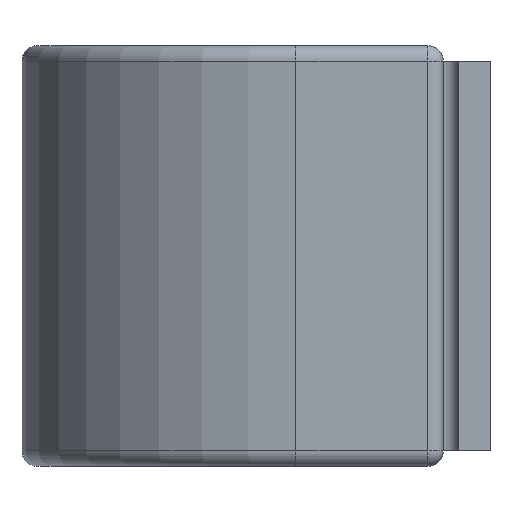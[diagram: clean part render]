
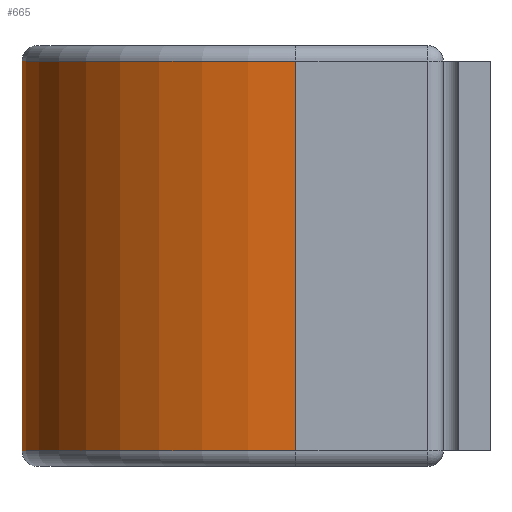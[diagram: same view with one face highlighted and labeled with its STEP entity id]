
A CAD part, left-side view. The second image highlights one B-rep face of the part: STEP entity #665.
In plain terms, the highlighted cylindrical face has radius 13.424 mm (diameter 26.848 mm), a partial arc.
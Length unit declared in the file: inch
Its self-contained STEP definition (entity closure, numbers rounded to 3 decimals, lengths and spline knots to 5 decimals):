
#62 = CARTESIAN_POINT ( 'NONE',  ( 1.8405, 0.37475, -0.37625 ) ) ;
#138 = VERTEX_POINT ( 'NONE', #62 ) ;
#219 = DIRECTION ( 'NONE',  ( 0., 0., 1. ) ) ;
#259 = EDGE_CURVE ( 'NONE', #138, #579, #1904, .T. ) ;
#322 = VECTOR ( 'NONE', #834, 39.37008 ) ;
#351 = CARTESIAN_POINT ( 'NONE',  ( 0.7835, 0.37475, 0.37625 ) ) ;
#361 = AXIS2_PLACEMENT_3D ( 'NONE', #1490, #1207, #1494 ) ;
#408 = CARTESIAN_POINT ( 'NONE',  ( 1.8405, 0.37475, 0.37625 ) ) ;
#566 = ORIENTED_EDGE ( 'NONE', *, *, #1284, .F. ) ;
#579 = VERTEX_POINT ( 'NONE', #408 ) ;
#597 = CYLINDRICAL_SURFACE ( 'NONE', #361, 0.5285 ) ;
#663 = EDGE_CURVE ( 'NONE', #138, #773, #846, .T. ) ;
#665 = ADVANCED_FACE ( 'NONE', ( #1588 ), #597, .T. ) ;
#739 = DIRECTION ( 'NONE',  ( 0., 0., 1. ) ) ;
#760 = LINE ( 'NONE', #1161, #1182 ) ;
#773 = VERTEX_POINT ( 'NONE', #1815 ) ;
#785 = DIRECTION ( 'NONE',  ( 0., 0., 1. ) ) ;
#819 = ORIENTED_EDGE ( 'NONE', *, *, #663, .T. ) ;
#834 = DIRECTION ( 'NONE',  ( 0., 0., 1. ) ) ;
#846 = CIRCLE ( 'NONE', #1637, 0.5285 ) ;
#867 = ORIENTED_EDGE ( 'NONE', *, *, #259, .F. ) ;
#1158 = CIRCLE ( 'NONE', #1354, 0.5285 ) ;
#1161 = CARTESIAN_POINT ( 'NONE',  ( 0.7835, 0.37475, -0.37625 ) ) ;
#1182 = VECTOR ( 'NONE', #219, 39.37008 ) ;
#1207 = DIRECTION ( 'NONE',  ( 0., 0., 1. ) ) ;
#1284 = EDGE_CURVE ( 'NONE', #579, #1635, #1158, .T. ) ;
#1354 = AXIS2_PLACEMENT_3D ( 'NONE', #1678, #785, #1832 ) ;
#1386 = ORIENTED_EDGE ( 'NONE', *, *, #1734, .T. ) ;
#1449 = CARTESIAN_POINT ( 'NONE',  ( 1.8405, 0.37475, -0.37625 ) ) ;
#1490 = CARTESIAN_POINT ( 'NONE',  ( 1.312, 0.37475, 0.375 ) ) ;
#1494 = DIRECTION ( 'NONE',  ( 1., 0., 0. ) ) ;
#1588 = FACE_OUTER_BOUND ( 'NONE', #1775, .T. ) ;
#1635 = VERTEX_POINT ( 'NONE', #351 ) ;
#1637 = AXIS2_PLACEMENT_3D ( 'NONE', #1641, #739, #1795 ) ;
#1641 = CARTESIAN_POINT ( 'NONE',  ( 1.312, 0.37475, -0.37625 ) ) ;
#1678 = CARTESIAN_POINT ( 'NONE',  ( 1.312, 0.37475, 0.37625 ) ) ;
#1734 = EDGE_CURVE ( 'NONE', #773, #1635, #760, .T. ) ;
#1775 = EDGE_LOOP ( 'NONE', ( #867, #819, #1386, #566 ) ) ;
#1795 = DIRECTION ( 'NONE',  ( 1., 0., 0. ) ) ;
#1815 = CARTESIAN_POINT ( 'NONE',  ( 0.7835, 0.37475, -0.37625 ) ) ;
#1832 = DIRECTION ( 'NONE',  ( 1., 0., 0. ) ) ;
#1904 = LINE ( 'NONE', #1449, #322 ) ;
